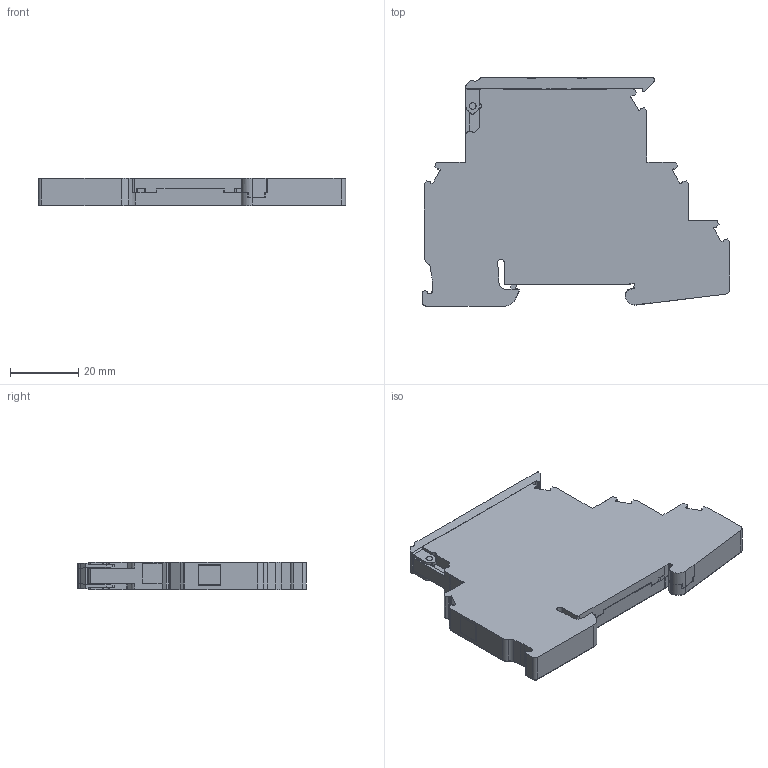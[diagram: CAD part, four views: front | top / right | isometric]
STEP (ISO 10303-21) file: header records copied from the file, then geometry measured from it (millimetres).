
FILE_DESCRIPTION (( 'STEP AP203' ), '1' );
FILE_NAME ('KN-F10L48-NG.step', '2025-09-30T20:27:27', ( '' ), ( '' ), 'SwSTEP 2.0', 'SolidWorks 2024', '' );
FILE_SCHEMA (( 'CONFIG_CONTROL_DESIGN' ));
Length unit declared in the file: millimetre
Products named in the file (1): KN-F10L48-NG
Bounding box: 89.85 x 66.7 x 8 mm (x, y, z)
Volume: 35373.8 mm3; surface area: 12816.2 mm2
Topology: 1 solids, 1 shells, 530 faces, 1560 edges, 1036 vertices
Faces by surface type: plane 292, cylinder 233, bspline 3, cone 2
Entity records: 17912 total; most frequent: CARTESIAN_POINT 3267, ORIENTED_EDGE 3120, DIRECTION 3069, EDGE_CURVE 1560, LINE 1073, VECTOR 1073, VERTEX_POINT 1036, AXIS2_PLACEMENT_3D 998
